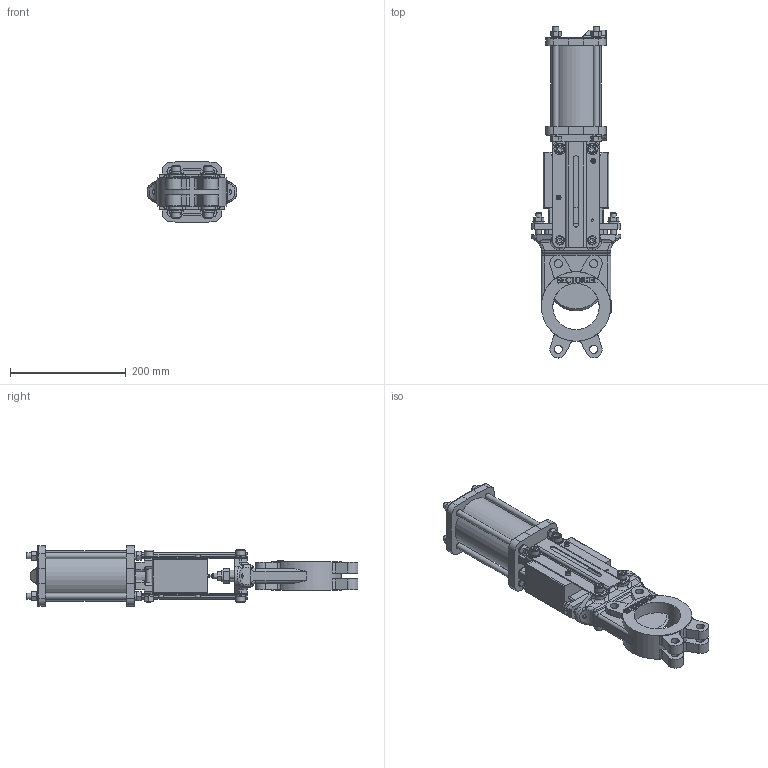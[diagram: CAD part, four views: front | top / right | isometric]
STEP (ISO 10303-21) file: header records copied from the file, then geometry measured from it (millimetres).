
FILE_DESCRIPTION(/* description */ (''),/* implementation_level */ '2;1');
FILE_NAME(/* name */ 'S170-172-176-178-VG-PN-DN80.stp',/* time_stamp */ '2015-01-06T14:35:52+01:00',/* author */ ('fballet'),/* organization */ (''),/* preprocessor_version */ 'ST-DEVELOPER v15.2',/* originating_system */ 'Autodesk Inventor 2014',/* authorisation */ '');
FILE_SCHEMA (('AUTOMOTIVE_DESIGN { 1 0 10303 214 3 1 1 }'));
Length unit declared in the file: millimetre
Products named in the file (1): S170-172-176-178-VG-PN-DN80
Bounding box: 154 x 572.82 x 105 mm (x, y, z)
Volume: 2912104.4 mm3; surface area: 340563 mm2
Topology: 5 solids, 5 shells, 1289 faces, 3310 edges, 2092 vertices
Faces by surface type: plane 613, cylinder 318, cone 209, bspline 113, torus 23, sphere 13
Full cylindrical faces by diameter (mm): 3.5 x2, 4.2 x3, 8.5 x14, 10 x23, 10.2 x14, 10.5 x18, 11 x4, 12 x2, 14 x8, 15.4 x14, 16 x6, 20 x5, 80 x1, 87 x1, 120 x1
Entity records: 42083 total; most frequent: CARTESIAN_POINT 11428, ORIENTED_EDGE 6290, DIRECTION 6019, EDGE_CURVE 3145, AXIS2_PLACEMENT_3D 2287, VERTEX_POINT 2055, EDGE_LOOP 1566, LINE 1445
